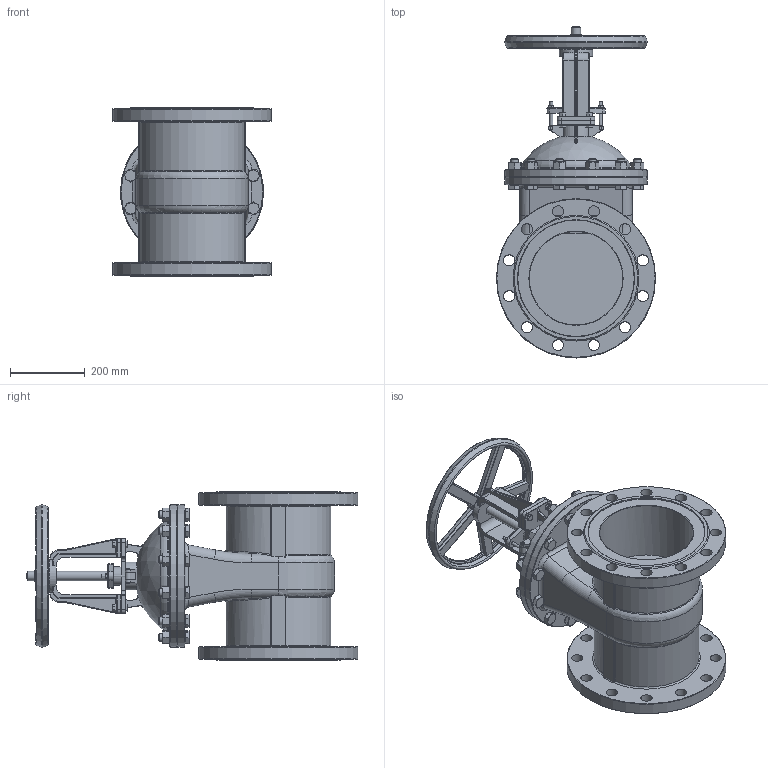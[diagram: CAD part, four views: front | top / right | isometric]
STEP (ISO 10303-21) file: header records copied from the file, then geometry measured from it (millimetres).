
FILE_DESCRIPTION(/* description */ (''),/* implementation_level */ '2;1');
FILE_NAME(/* name */ 'DN250_3D_STEP.stp',/* time_stamp */ '2025-09-20T01:25:20+03:00',/* author */ ('igorr'),/* organization */ (''),/* preprocessor_version */ 'ST-DEVELOPER v20',/* originating_system */ 'Autodesk Inventor 2025',/* authorisation */ '');
FILE_SCHEMA (('AUTOMOTIVE_DESIGN { 1 0 10303 214 3 1 1 }'));
Length unit declared in the file: millimetre
Products named in the file (8): Сборка; Деталь1; Деталь2; AS 1110 - M10 x 35; ANSI B18.2.4.2M - M10x1,5; ANSI B18.2.4.2M - M8x1,25; ANSI B18.2.4.2M - M20x2,5; AS 1110 - M20 x 70
Assembly tree (36 placements, depth 2):
  Сборка
    Деталь1
    Деталь2
    AS 1110 - M10 x 35  x4
    ANSI B18.2.4.2M - M10x1,5  x4
    ANSI B18.2.4.2M - M8x1,25  x2
    ANSI B18.2.4.2M - M20x2,5  x12
    AS 1110 - M20 x 70  x12
Bounding box: 425 x 887 x 450 mm (x, y, z)
Volume: 33921087.7 mm3; surface area: 2145549.9 mm2
Topology: 40 solids, 40 shells, 1426 faces, 3355 edges, 2055 vertices
Faces by surface type: plane 614, cone 322, cylinder 299, torus 95, bspline 91, sphere 5
Full cylindrical faces by diameter (mm): 6.647 x2, 7 x4, 8 x4, 8.376 x4, 10 x4, 12 x12, 15 x2, 16 x4, 17.294 x12, 18 x24, 20 x12, 25 x2, 27.9 x12, 30 x38, 50 x3, 60 x1, 250 x2, 290 x2, 313 x2, 380 x2, 425 x2
Entity records: 28857 total; most frequent: CARTESIAN_POINT 8929, ORIENTED_EDGE 3972, DIRECTION 3899, EDGE_CURVE 1986, AXIS2_PLACEMENT_3D 1573, VERTEX_POINT 1243, EDGE_LOOP 953, FACE_OUTER_BOUND 789
